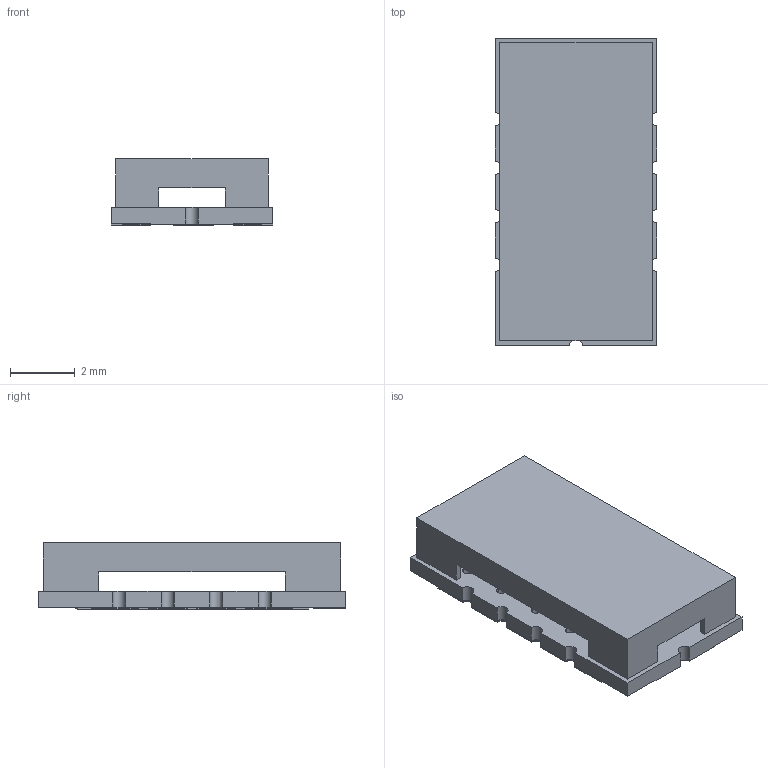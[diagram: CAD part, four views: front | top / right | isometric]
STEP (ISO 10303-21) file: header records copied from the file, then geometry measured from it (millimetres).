
FILE_DESCRIPTION(('FreeCAD Model'),'2;1');
FILE_NAME('Open CASCADE Shape Model','2025-08-21T14:53:42',('Author'),( ''),'Open CASCADE STEP processor 7.9','FreeCAD','Unknown');
FILE_SCHEMA(('AUTOMOTIVE_DESIGN { 1 0 10303 214 1 1 1 1 }'));
Length unit declared in the file: millimetre
Products named in the file (2): Part; SCF9550-30-10
Assembly tree (1 placements, depth 2):
  Part
    SCF9550-30-10
Bounding box: 5 x 9.5 x 2.05 mm (x, y, z)
Volume: 38.5 mm3; surface area: 313.8 mm2
Topology: 5 solids, 5 shells, 158 faces, 414 edges, 276 vertices
Faces by surface type: plane 121, cylinder 37
Entity records: 4900 total; most frequent: CARTESIAN_POINT 850, ORIENTED_EDGE 828, DIRECTION 808, EDGE_CURVE 414, LINE 340, VECTOR 340, VERTEX_POINT 276, AXIS2_PLACEMENT_3D 234
